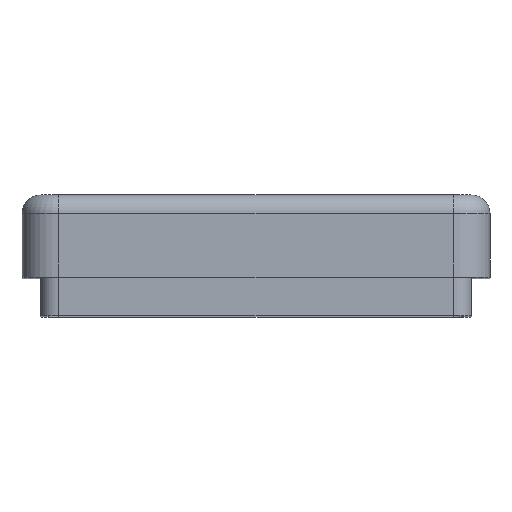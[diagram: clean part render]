
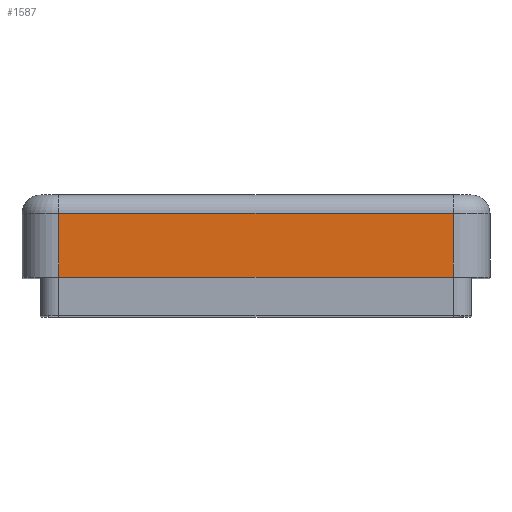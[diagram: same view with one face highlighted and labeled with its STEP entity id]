
A CAD part, top view. The second image highlights one B-rep face of the part: STEP entity #1587.
In plain terms, the highlighted planar face has unit normal (0, 0, 1).
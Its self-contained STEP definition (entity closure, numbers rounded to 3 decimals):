
#130 = DIRECTION ( 'NONE',  ( 1., 0., 0. ) ) ;
#154 = LINE ( 'NONE', #2229, #915 ) ;
#398 = VERTEX_POINT ( 'NONE', #907 ) ;
#538 = DIRECTION ( 'NONE',  ( 0., 1., 0. ) ) ;
#560 = DIRECTION ( 'NONE',  ( 1., 0., 0. ) ) ;
#578 = EDGE_CURVE ( 'NONE', #398, #2595, #1315, .T. ) ;
#585 = DIRECTION ( 'NONE',  ( -1., 0., 0. ) ) ;
#594 = VECTOR ( 'NONE', #130, 1000. ) ;
#614 = CARTESIAN_POINT ( 'NONE',  ( -27., 37., 57. ) ) ;
#697 = VECTOR ( 'NONE', #864, 1000. ) ;
#734 = CARTESIAN_POINT ( 'NONE',  ( -27., 28.25, 57. ) ) ;
#864 = DIRECTION ( 'NONE',  ( 0., 1., 0. ) ) ;
#907 = CARTESIAN_POINT ( 'NONE',  ( -27., 28.25, 57. ) ) ;
#915 = VECTOR ( 'NONE', #538, 1000. ) ;
#932 = DIRECTION ( 'NONE',  ( 0., 0., 1. ) ) ;
#1071 = CARTESIAN_POINT ( 'NONE',  ( 27., 28.25, 57. ) ) ;
#1128 = PLANE ( 'NONE',  #2190 ) ;
#1163 = VECTOR ( 'NONE', #585, 1000. ) ;
#1170 = FACE_OUTER_BOUND ( 'NONE', #1717, .T. ) ;
#1211 = LINE ( 'NONE', #614, #1163 ) ;
#1279 = VERTEX_POINT ( 'NONE', #1370 ) ;
#1315 = LINE ( 'NONE', #734, #594 ) ;
#1370 = CARTESIAN_POINT ( 'NONE',  ( 27., 37., 57. ) ) ;
#1410 = EDGE_CURVE ( 'NONE', #1279, #2140, #1211, .T. ) ;
#1461 = LINE ( 'NONE', #1878, #697 ) ;
#1472 = EDGE_CURVE ( 'NONE', #398, #2140, #154, .T. ) ;
#1586 = ORIENTED_EDGE ( 'NONE', *, *, #1410, .T. ) ;
#1587 = ADVANCED_FACE ( 'NONE', ( #1170 ), #1128, .T. ) ;
#1652 = ORIENTED_EDGE ( 'NONE', *, *, #578, .T. ) ;
#1717 = EDGE_LOOP ( 'NONE', ( #2358, #1586, #1799, #1652 ) ) ;
#1799 = ORIENTED_EDGE ( 'NONE', *, *, #1472, .F. ) ;
#1878 = CARTESIAN_POINT ( 'NONE',  ( 27., 28.25, 57. ) ) ;
#2115 = CARTESIAN_POINT ( 'NONE',  ( -27., 37., 57. ) ) ;
#2140 = VERTEX_POINT ( 'NONE', #2115 ) ;
#2142 = EDGE_CURVE ( 'NONE', #2595, #1279, #1461, .T. ) ;
#2190 = AXIS2_PLACEMENT_3D ( 'NONE', #2394, #932, #560 ) ;
#2229 = CARTESIAN_POINT ( 'NONE',  ( -27., 28.25, 57. ) ) ;
#2358 = ORIENTED_EDGE ( 'NONE', *, *, #2142, .T. ) ;
#2394 = CARTESIAN_POINT ( 'NONE',  ( -27., 28.25, 57. ) ) ;
#2595 = VERTEX_POINT ( 'NONE', #1071 ) ;
